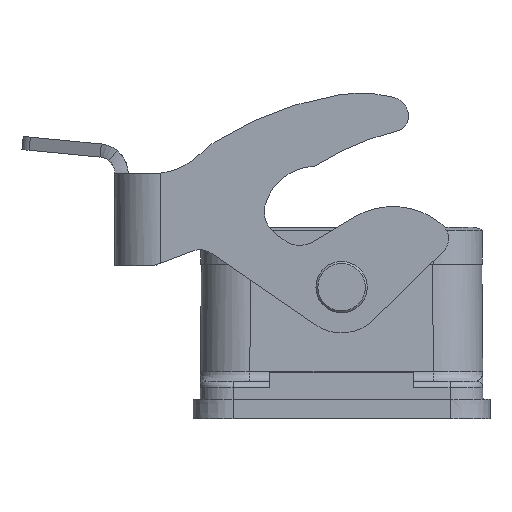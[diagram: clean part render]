
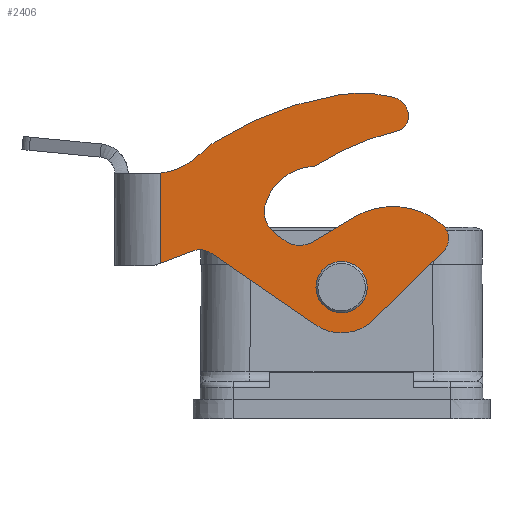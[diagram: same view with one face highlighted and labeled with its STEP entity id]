
A CAD part, front view. The second image highlights one B-rep face of the part: STEP entity #2406.
In plain terms, the highlighted planar face has unit normal (0, -1, 0).
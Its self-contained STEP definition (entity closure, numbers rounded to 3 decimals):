
#564=PLANE('',#7835);
#1311=LINE('',#13029,#1895);
#1315=LINE('',#13041,#1899);
#1319=LINE('',#13053,#1903);
#1324=LINE('',#13071,#1908);
#1328=LINE('',#13083,#1912);
#1388=LINE('',#13646,#1976);
#1895=VECTOR('',#9138,1.);
#1899=VECTOR('',#9150,1.);
#1903=VECTOR('',#9162,1.);
#1908=VECTOR('',#9181,1.);
#1912=VECTOR('',#9193,1.);
#1976=VECTOR('',#9471,1.);
#2406=ADVANCED_FACE('',(#2907,#2908),#564,.T.);
#2679=CIRCLE('',#7704,3.);
#2681=CIRCLE('',#7708,6.95);
#2683=CIRCLE('',#7712,2.8);
#2685=CIRCLE('',#7715,11.6);
#2687=CIRCLE('',#7719,4.);
#2689=CIRCLE('',#7723,4.);
#2691=CIRCLE('',#7726,8.);
#2693=CIRCLE('',#7729,40.75);
#2695=CIRCLE('',#7732,1.2);
#2697=CIRCLE('',#7735,2.839);
#2699=CIRCLE('',#7738,20.601);
#2701=CIRCLE('',#7741,50.3);
#2703=CIRCLE('',#7744,11.);
#2705=CIRCLE('',#7747,10.25);
#2743=CIRCLE('',#7834,2.4);
#2907=FACE_BOUND('',#3363,.T.);
#2908=FACE_BOUND('',#3364,.T.);
#3363=EDGE_LOOP('',(#5189));
#3364=EDGE_LOOP('',(#5190,#5191,#5192,#5193,#5194,#5195,#5196,#5197,#5198,
#5199,#5200,#5201,#5202,#5203,#5204,#5205,#5206,#5207,#5208,#5209));
#5189=ORIENTED_EDGE('',*,*,#7102,.F.);
#5190=ORIENTED_EDGE('',*,*,#6925,.F.);
#5191=ORIENTED_EDGE('',*,*,#6928,.F.);
#5192=ORIENTED_EDGE('',*,*,#6931,.F.);
#5193=ORIENTED_EDGE('',*,*,#6934,.F.);
#5194=ORIENTED_EDGE('',*,*,#6937,.F.);
#5195=ORIENTED_EDGE('',*,*,#6940,.F.);
#5196=ORIENTED_EDGE('',*,*,#6943,.F.);
#5197=ORIENTED_EDGE('',*,*,#6946,.F.);
#5198=ORIENTED_EDGE('',*,*,#6949,.F.);
#5199=ORIENTED_EDGE('',*,*,#6952,.F.);
#5200=ORIENTED_EDGE('',*,*,#6955,.F.);
#5201=ORIENTED_EDGE('',*,*,#6958,.F.);
#5202=ORIENTED_EDGE('',*,*,#6961,.F.);
#5203=ORIENTED_EDGE('',*,*,#6964,.F.);
#5204=ORIENTED_EDGE('',*,*,#6967,.F.);
#5205=ORIENTED_EDGE('',*,*,#6970,.F.);
#5206=ORIENTED_EDGE('',*,*,#6973,.F.);
#5207=ORIENTED_EDGE('',*,*,#6976,.F.);
#5208=ORIENTED_EDGE('',*,*,#6979,.F.);
#5209=ORIENTED_EDGE('',*,*,#7097,.T.);
#5991=VERTEX_POINT('',#12992);
#5993=VERTEX_POINT('',#13028);
#5995=VERTEX_POINT('',#13034);
#5997=VERTEX_POINT('',#13040);
#5999=VERTEX_POINT('',#13046);
#6001=VERTEX_POINT('',#13052);
#6003=VERTEX_POINT('',#13058);
#6005=VERTEX_POINT('',#13064);
#6007=VERTEX_POINT('',#13070);
#6009=VERTEX_POINT('',#13076);
#6011=VERTEX_POINT('',#13082);
#6013=VERTEX_POINT('',#13088);
#6015=VERTEX_POINT('',#13094);
#6017=VERTEX_POINT('',#13100);
#6019=VERTEX_POINT('',#13106);
#6021=VERTEX_POINT('',#13112);
#6023=VERTEX_POINT('',#13118);
#6025=VERTEX_POINT('',#13124);
#6027=VERTEX_POINT('',#13130);
#6029=VERTEX_POINT('',#13139);
#6109=VERTEX_POINT('',#13658);
#6925=EDGE_CURVE('',#5993,#5991,#1311,.T.);
#6928=EDGE_CURVE('',#5995,#5993,#2679,.T.);
#6931=EDGE_CURVE('',#5997,#5995,#1315,.T.);
#6934=EDGE_CURVE('',#5999,#5997,#2681,.T.);
#6937=EDGE_CURVE('',#6001,#5999,#1319,.T.);
#6940=EDGE_CURVE('',#6003,#6001,#2683,.T.);
#6943=EDGE_CURVE('',#6005,#6003,#2685,.T.);
#6946=EDGE_CURVE('',#6007,#6005,#1324,.T.);
#6949=EDGE_CURVE('',#6009,#6007,#2687,.T.);
#6952=EDGE_CURVE('',#6011,#6009,#1328,.T.);
#6955=EDGE_CURVE('',#6013,#6011,#2689,.T.);
#6958=EDGE_CURVE('',#6015,#6013,#2691,.T.);
#6961=EDGE_CURVE('',#6017,#6015,#2693,.T.);
#6964=EDGE_CURVE('',#6019,#6017,#2695,.T.);
#6967=EDGE_CURVE('',#6021,#6019,#2697,.T.);
#6970=EDGE_CURVE('',#6023,#6021,#2699,.T.);
#6973=EDGE_CURVE('',#6025,#6023,#2701,.T.);
#6976=EDGE_CURVE('',#6027,#6025,#2703,.T.);
#6979=EDGE_CURVE('',#6029,#6027,#2705,.T.);
#7097=EDGE_CURVE('',#6029,#5991,#1388,.T.);
#7102=EDGE_CURVE('',#6109,#6109,#2743,.T.);
#7704=AXIS2_PLACEMENT_3D('',#13035,#9144,#9145);
#7708=AXIS2_PLACEMENT_3D('',#13047,#9156,#9157);
#7712=AXIS2_PLACEMENT_3D('',#13059,#9168,#9169);
#7715=AXIS2_PLACEMENT_3D('',#13065,#9175,#9176);
#7719=AXIS2_PLACEMENT_3D('',#13077,#9187,#9188);
#7723=AXIS2_PLACEMENT_3D('',#13089,#9199,#9200);
#7726=AXIS2_PLACEMENT_3D('',#13095,#9206,#9207);
#7729=AXIS2_PLACEMENT_3D('',#13101,#9213,#9214);
#7732=AXIS2_PLACEMENT_3D('',#13107,#9220,#9221);
#7735=AXIS2_PLACEMENT_3D('',#13113,#9227,#9228);
#7738=AXIS2_PLACEMENT_3D('',#13119,#9234,#9235);
#7741=AXIS2_PLACEMENT_3D('',#13125,#9241,#9242);
#7744=AXIS2_PLACEMENT_3D('',#13131,#9248,#9249);
#7747=AXIS2_PLACEMENT_3D('',#13140,#9254,#9255);
#7834=AXIS2_PLACEMENT_3D('',#13657,#9487,#9488);
#7835=AXIS2_PLACEMENT_3D('',#13659,#9489,#9490);
#9138=DIRECTION('',(-0.934,0.,-0.358));
#9144=DIRECTION('',(0.,-1.,0.));
#9145=DIRECTION('',(1.,0.,0.));
#9150=DIRECTION('',(-0.824,0.,0.566));
#9156=DIRECTION('',(0.,1.,0.));
#9157=DIRECTION('',(1.,0.,0.));
#9162=DIRECTION('',(-0.714,0.,-0.7));
#9168=DIRECTION('',(0.,1.,0.));
#9169=DIRECTION('',(1.,0.,0.));
#9175=DIRECTION('',(0.,1.,0.));
#9176=DIRECTION('',(1.,0.,0.));
#9181=DIRECTION('',(0.857,0.,0.515));
#9187=DIRECTION('',(0.,-1.,0.));
#9188=DIRECTION('',(1.,0.,0.));
#9193=DIRECTION('',(0.795,0.,-0.606));
#9199=DIRECTION('',(0.,-1.,0.));
#9200=DIRECTION('',(1.,0.,0.));
#9206=DIRECTION('',(0.,-1.,0.));
#9207=DIRECTION('',(1.,0.,0.));
#9213=DIRECTION('',(0.,-1.,0.));
#9214=DIRECTION('',(1.,0.,0.));
#9220=DIRECTION('',(0.,1.,0.));
#9221=DIRECTION('',(1.,0.,0.));
#9227=DIRECTION('',(0.,1.,0.));
#9228=DIRECTION('',(1.,0.,0.));
#9234=DIRECTION('',(0.,1.,0.));
#9235=DIRECTION('',(1.,0.,0.));
#9241=DIRECTION('',(0.,1.,0.));
#9242=DIRECTION('',(1.,0.,0.));
#9248=DIRECTION('',(0.,1.,0.));
#9249=DIRECTION('',(1.,0.,0.));
#9254=DIRECTION('',(0.,-1.,0.));
#9255=DIRECTION('',(1.,0.,0.));
#9471=DIRECTION('',(0.,0.,-1.));
#9487=DIRECTION('',(0.,-1.,0.));
#9488=DIRECTION('',(1.,0.,0.));
#9489=DIRECTION('',(0.,-1.,0.));
#9490=DIRECTION('',(-1.,0.,0.));
#12992=CARTESIAN_POINT('',(-27.45,-52.,22.129));
#13028=CARTESIAN_POINT('',(-22.584,-52.,23.997));
#13029=CARTESIAN_POINT('',(131.356,-52.,83.088));
#13034=CARTESIAN_POINT('',(-19.811,-52.,23.669));
#13035=CARTESIAN_POINT('',(-21.509,-52.,21.196));
#13040=CARTESIAN_POINT('',(-3.933,-52.,12.77));
#13041=CARTESIAN_POINT('',(-162.927,-52.,121.915));
#13046=CARTESIAN_POINT('',(4.868,-52.,13.539));
#13047=CARTESIAN_POINT('',(0.,-52.,18.499));
#13052=CARTESIAN_POINT('',(15.417,-52.,23.89));
#13053=CARTESIAN_POINT('',(195.334,-52.,200.425));
#13058=CARTESIAN_POINT('',(15.261,-52.,28.029));
#13059=CARTESIAN_POINT('',(13.456,-52.,25.888));
#13064=CARTESIAN_POINT('',(1.81,-52.,29.103));
#13065=CARTESIAN_POINT('',(7.785,-52.,19.16));
#13070=CARTESIAN_POINT('',(-4.296,-52.,25.434));
#13071=CARTESIAN_POINT('',(168.631,-52.,129.339));
#13076=CARTESIAN_POINT('',(-8.78,-52.,25.681));
#13077=CARTESIAN_POINT('',(-6.356,-52.,28.862));
#13082=CARTESIAN_POINT('',(-10.175,-52.,26.743));
#13083=CARTESIAN_POINT('',(-165.151,-52.,144.803));
#13088=CARTESIAN_POINT('',(-11.607,-52.,30.99));
#13089=CARTESIAN_POINT('',(-7.751,-52.,29.925));
#13094=CARTESIAN_POINT('',(-4.168,-52.,36.856));
#13095=CARTESIAN_POINT('',(-3.896,-52.,28.861));
#13100=CARTESIAN_POINT('',(8.821,-52.,42.331));
#13101=CARTESIAN_POINT('',(17.916,-52.,2.609));
#13106=CARTESIAN_POINT('',(9.461,-52.,42.715));
#13107=CARTESIAN_POINT('',(8.554,-52.,43.501));
#13112=CARTESIAN_POINT('',(8.029,-52.,47.321));
#13113=CARTESIAN_POINT('',(7.315,-52.,44.574));
#13118=CARTESIAN_POINT('',(-0.495,-52.,47.712));
#13119=CARTESIAN_POINT('',(2.844,-52.,27.383));
#13124=CARTESIAN_POINT('',(-19.357,-52.,40.506));
#13125=CARTESIAN_POINT('',(7.661,-52.,-1.923));
#13130=CARTESIAN_POINT('',(-21.356,-52.,38.874));
#13131=CARTESIAN_POINT('',(-13.448,-52.,31.227));
#13139=CARTESIAN_POINT('',(-27.45,-52.,35.829));
#13140=CARTESIAN_POINT('',(-28.724,-52.,45.999));
#13646=CARTESIAN_POINT('',(-27.45,-52.,382.934));
#13657=CARTESIAN_POINT('',(0.,-52.,18.499));
#13658=CARTESIAN_POINT('',(2.4,-52.,18.499));
#13659=CARTESIAN_POINT('',(16.256,-52.,382.934));
